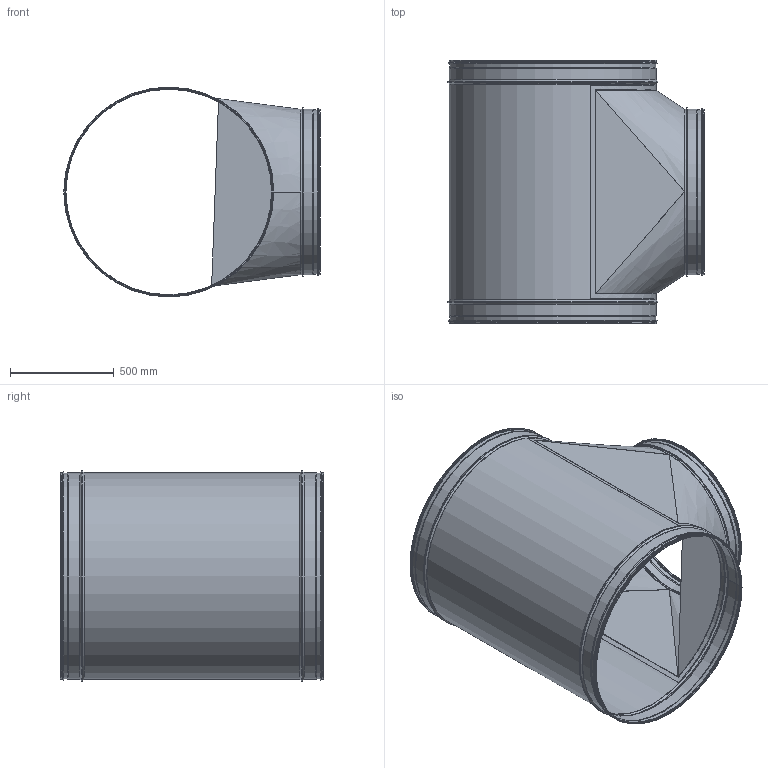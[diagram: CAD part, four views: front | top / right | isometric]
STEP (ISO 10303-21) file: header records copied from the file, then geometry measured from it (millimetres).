
FILE_DESCRIPTION((''),'2;1');
FILE_NAME('HTK_1000-800.stp','2014-02-21T07:16:36',(''),(''),'Autodesk Inventor 2013','Autodesk Inventor 2013','');
FILE_SCHEMA(('AUTOMOTIVE_DESIGN { 1 2 10303 214 0 1 1 1 }'));
Length unit declared in the file: millimetre
Products named in the file (7): HTK_1000-800; HTKRörämne_1000-800; HPSRRörämne_1000-800; 999013; StosMedFals-800; StosMedFalsRörämne-800; 999012
Assembly tree (7 placements, depth 3):
  HTK_1000-800
    HTKRörämne_1000-800
    HPSRRörämne_1000-800
    999013  x2
    StosMedFals-800
      StosMedFalsRörämne-800
      999012
Bounding box: 1238.78 x 1270 x 1014.56 mm (x, y, z)
Volume: 2527754.2 mm3; surface area: 9370153.4 mm2
Topology: 6 solids, 6 shells, 269 faces, 546 edges, 299 vertices
Faces by surface type: plane 129, torus 58, cylinder 44, cone 26, bspline 12
Full cylindrical faces by diameter (mm): 792.85 x1, 793.85 x1, 795.05 x1, 796.75 x1, 797.65 x5, 797.75 x1, 798.65 x2, 801.65 x1, 804.05 x1, 809.05 x1, 809.65 x1, 992.8 x2, 993.8 x2, 995 x2, 997.6 x11, 998.6 x5, 1004 x2, 1009 x2
Entity records: 7361 total; most frequent: CARTESIAN_POINT 1696, DIRECTION 1200, ORIENTED_EDGE 964, AXIS2_PLACEMENT_3D 488, EDGE_CURVE 482, EDGE_LOOP 298, VERTEX_POINT 280, STYLED_ITEM 255
